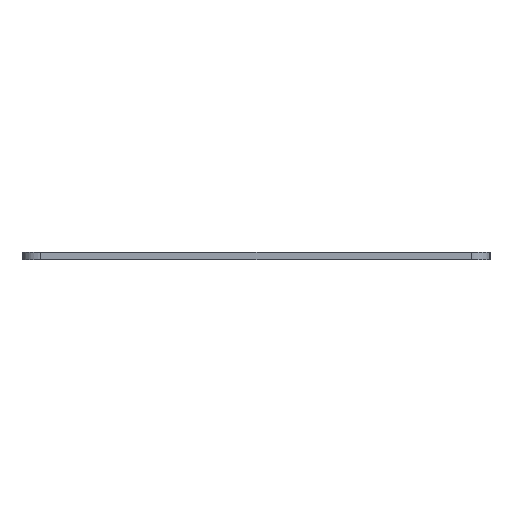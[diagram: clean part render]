
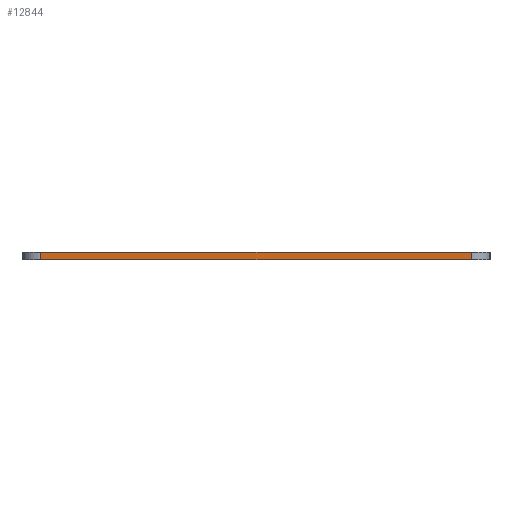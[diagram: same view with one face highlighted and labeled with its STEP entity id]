
A CAD part, left-side view. The second image highlights one B-rep face of the part: STEP entity #12844.
In plain terms, the highlighted planar face has unit normal (-1, 0, 0).
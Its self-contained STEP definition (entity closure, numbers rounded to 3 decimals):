
#437=PLANE('',#14104);
#1064=FACE_OUTER_BOUND('',#1846,.T.);
#1846=EDGE_LOOP('',(#11741,#11742,#11743,#11744));
#2102=LINE('',#18592,#3370);
#2389=LINE('',#19640,#3657);
#3153=LINE('',#21621,#4421);
#3155=LINE('',#21624,#4423);
#3370=VECTOR('',#14788,10.);
#3657=VECTOR('',#15583,10.);
#4421=VECTOR('',#17795,10.);
#4423=VECTOR('',#17799,10.);
#5307=VERTEX_POINT('',#18589);
#5308=VERTEX_POINT('',#18591);
#5814=VERTEX_POINT('',#19637);
#5815=VERTEX_POINT('',#19639);
#6627=EDGE_CURVE('',#5307,#5308,#2102,.T.);
#7166=EDGE_CURVE('',#5814,#5815,#2389,.F.);
#8177=EDGE_CURVE('',#5815,#5307,#3153,.T.);
#8179=EDGE_CURVE('',#5308,#5814,#3155,.T.);
#11741=ORIENTED_EDGE('',*,*,#8177,.F.);
#11742=ORIENTED_EDGE('',*,*,#7166,.F.);
#11743=ORIENTED_EDGE('',*,*,#8179,.F.);
#11744=ORIENTED_EDGE('',*,*,#6627,.F.);
#12844=ADVANCED_FACE('',(#1064),#437,.T.);
#14104=AXIS2_PLACEMENT_3D('',#21623,#17797,#17798);
#14788=DIRECTION('',(0.,1.,0.));
#15583=DIRECTION('',(0.,1.,0.));
#17795=DIRECTION('',(0.,0.,-1.));
#17797=DIRECTION('center_axis',(-1.,0.,0.));
#17798=DIRECTION('ref_axis',(0.,-1.,0.));
#17799=DIRECTION('',(0.,0.,1.));
#18589=CARTESIAN_POINT('',(-1.6,127.55,0.));
#18591=CARTESIAN_POINT('',(-1.6,235.25,0.));
#18592=CARTESIAN_POINT('',(-1.6,209.425,0.));
#19637=CARTESIAN_POINT('',(-1.6,235.25,2.));
#19639=CARTESIAN_POINT('',(-1.6,127.55,2.));
#19640=CARTESIAN_POINT('',(-1.6,209.425,2.));
#21621=CARTESIAN_POINT('',(-1.6,127.55,0.));
#21623=CARTESIAN_POINT('Origin',(-1.6,238.3,0.));
#21624=CARTESIAN_POINT('',(-1.6,235.25,0.));
